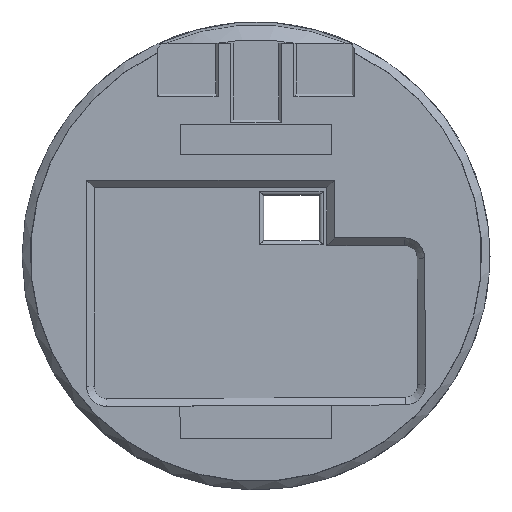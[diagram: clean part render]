
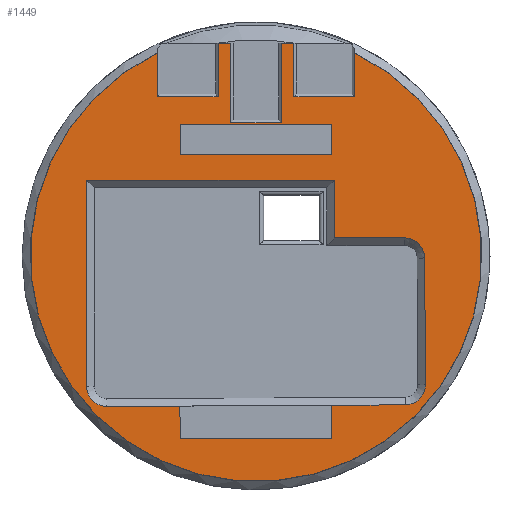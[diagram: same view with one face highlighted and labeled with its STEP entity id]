
A CAD part, top view. The second image highlights one B-rep face of the part: STEP entity #1449.
In plain terms, the highlighted planar face has unit normal (0, 0, 1).
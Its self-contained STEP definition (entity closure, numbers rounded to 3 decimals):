
#24=FACE_BOUND('',#597,.T.);
#25=FACE_BOUND('',#598,.T.);
#59=LINE('',#2037,#215);
#112=LINE('',#2199,#268);
#115=LINE('',#2204,#271);
#117=LINE('',#2208,#273);
#129=LINE('',#2240,#285);
#132=LINE('',#2245,#288);
#135=LINE('',#2251,#291);
#146=LINE('',#2278,#302);
#149=LINE('',#2283,#305);
#154=LINE('',#2314,#310);
#158=LINE('',#2322,#314);
#161=LINE('',#2328,#317);
#164=LINE('',#2333,#320);
#170=LINE('',#2348,#326);
#174=LINE('',#2356,#330);
#177=LINE('',#2361,#333);
#180=LINE('',#2367,#336);
#185=LINE('',#2376,#341);
#202=LINE('',#2417,#358);
#204=LINE('',#2421,#360);
#206=LINE('',#2425,#362);
#208=LINE('',#2432,#364);
#211=LINE('',#2439,#367);
#212=LINE('',#2442,#368);
#213=LINE('',#2444,#369);
#215=VECTOR('',#1596,10.);
#268=VECTOR('',#1737,10.);
#271=VECTOR('',#1742,10.);
#273=VECTOR('',#1746,10.);
#285=VECTOR('',#1766,10.);
#288=VECTOR('',#1771,10.);
#291=VECTOR('',#1776,10.);
#302=VECTOR('',#1795,10.);
#305=VECTOR('',#1800,10.);
#310=VECTOR('',#1837,10.);
#314=VECTOR('',#1843,10.);
#317=VECTOR('',#1848,10.);
#320=VECTOR('',#1853,10.);
#326=VECTOR('',#1865,10.);
#330=VECTOR('',#1871,10.);
#333=VECTOR('',#1876,10.);
#336=VECTOR('',#1883,10.);
#341=VECTOR('',#1890,10.);
#358=VECTOR('',#1937,10.);
#360=VECTOR('',#1941,10.);
#362=VECTOR('',#1945,10.);
#364=VECTOR('',#1953,10.);
#367=VECTOR('',#1962,10.);
#368=VECTOR('',#1967,10.);
#369=VECTOR('',#1970,10.);
#428=PLANE('',#1580);
#510=FACE_OUTER_BOUND('',#596,.T.);
#596=EDGE_LOOP('',(#1337,#1338,#1339,#1340,#1341,#1342,#1343,#1344,#1345,
#1346,#1347,#1348));
#597=EDGE_LOOP('',(#1349,#1350,#1351,#1352,#1353,#1354,#1355,#1356,#1357,
#1358,#1359,#1360,#1361));
#598=EDGE_LOOP('',(#1362,#1363,#1364,#1365));
#618=CIRCLE('',#1538,44.6);
#623=CIRCLE('',#1567,4.);
#624=CIRCLE('',#1572,4.);
#625=CIRCLE('',#1575,4.);
#636=VERTEX_POINT('',#2034);
#637=VERTEX_POINT('',#2036);
#692=VERTEX_POINT('',#2196);
#693=VERTEX_POINT('',#2198);
#694=VERTEX_POINT('',#2202);
#695=VERTEX_POINT('',#2206);
#704=VERTEX_POINT('',#2237);
#705=VERTEX_POINT('',#2239);
#706=VERTEX_POINT('',#2243);
#708=VERTEX_POINT('',#2249);
#716=VERTEX_POINT('',#2275);
#717=VERTEX_POINT('',#2277);
#721=VERTEX_POINT('',#2312);
#722=VERTEX_POINT('',#2313);
#725=VERTEX_POINT('',#2321);
#727=VERTEX_POINT('',#2327);
#733=VERTEX_POINT('',#2346);
#734=VERTEX_POINT('',#2347);
#737=VERTEX_POINT('',#2355);
#738=VERTEX_POINT('',#2360);
#739=VERTEX_POINT('',#2366);
#742=VERTEX_POINT('',#2374);
#750=VERTEX_POINT('',#2411);
#751=VERTEX_POINT('',#2415);
#752=VERTEX_POINT('',#2419);
#753=VERTEX_POINT('',#2423);
#754=VERTEX_POINT('',#2427);
#755=VERTEX_POINT('',#2431);
#756=VERTEX_POINT('',#2435);
#765=EDGE_CURVE('',#637,#636,#59,.T.);
#841=EDGE_CURVE('',#693,#692,#112,.T.);
#844=EDGE_CURVE('',#692,#694,#115,.T.);
#846=EDGE_CURVE('',#694,#695,#117,.T.);
#860=EDGE_CURVE('',#705,#704,#129,.T.);
#863=EDGE_CURVE('',#704,#706,#132,.T.);
#866=EDGE_CURVE('',#706,#708,#135,.T.);
#878=EDGE_CURVE('',#717,#716,#146,.T.);
#881=EDGE_CURVE('',#716,#637,#149,.T.);
#892=EDGE_CURVE('',#636,#705,#618,.T.);
#894=EDGE_CURVE('',#721,#722,#154,.T.);
#898=EDGE_CURVE('',#725,#721,#158,.T.);
#901=EDGE_CURVE('',#727,#725,#161,.T.);
#904=EDGE_CURVE('',#722,#727,#164,.T.);
#910=EDGE_CURVE('',#733,#734,#170,.T.);
#914=EDGE_CURVE('',#737,#733,#174,.T.);
#917=EDGE_CURVE('',#734,#738,#177,.T.);
#920=EDGE_CURVE('',#739,#737,#180,.T.);
#925=EDGE_CURVE('',#738,#742,#185,.T.);
#944=EDGE_CURVE('',#742,#750,#623,.T.);
#946=EDGE_CURVE('',#750,#751,#202,.T.);
#948=EDGE_CURVE('',#751,#752,#204,.T.);
#950=EDGE_CURVE('',#752,#753,#206,.T.);
#951=EDGE_CURVE('',#754,#739,#624,.T.);
#953=EDGE_CURVE('',#755,#754,#208,.T.);
#955=EDGE_CURVE('',#756,#755,#625,.T.);
#957=EDGE_CURVE('',#753,#756,#211,.T.);
#958=EDGE_CURVE('',#695,#717,#212,.T.);
#959=EDGE_CURVE('',#708,#693,#213,.T.);
#1337=ORIENTED_EDGE('',*,*,#846,.T.);
#1338=ORIENTED_EDGE('',*,*,#958,.T.);
#1339=ORIENTED_EDGE('',*,*,#878,.T.);
#1340=ORIENTED_EDGE('',*,*,#881,.T.);
#1341=ORIENTED_EDGE('',*,*,#765,.T.);
#1342=ORIENTED_EDGE('',*,*,#892,.T.);
#1343=ORIENTED_EDGE('',*,*,#860,.T.);
#1344=ORIENTED_EDGE('',*,*,#863,.T.);
#1345=ORIENTED_EDGE('',*,*,#866,.T.);
#1346=ORIENTED_EDGE('',*,*,#959,.T.);
#1347=ORIENTED_EDGE('',*,*,#841,.T.);
#1348=ORIENTED_EDGE('',*,*,#844,.T.);
#1349=ORIENTED_EDGE('',*,*,#917,.T.);
#1350=ORIENTED_EDGE('',*,*,#925,.T.);
#1351=ORIENTED_EDGE('',*,*,#944,.T.);
#1352=ORIENTED_EDGE('',*,*,#946,.T.);
#1353=ORIENTED_EDGE('',*,*,#948,.T.);
#1354=ORIENTED_EDGE('',*,*,#950,.T.);
#1355=ORIENTED_EDGE('',*,*,#957,.T.);
#1356=ORIENTED_EDGE('',*,*,#955,.T.);
#1357=ORIENTED_EDGE('',*,*,#953,.T.);
#1358=ORIENTED_EDGE('',*,*,#951,.T.);
#1359=ORIENTED_EDGE('',*,*,#920,.T.);
#1360=ORIENTED_EDGE('',*,*,#914,.T.);
#1361=ORIENTED_EDGE('',*,*,#910,.T.);
#1362=ORIENTED_EDGE('',*,*,#894,.T.);
#1363=ORIENTED_EDGE('',*,*,#904,.T.);
#1364=ORIENTED_EDGE('',*,*,#901,.T.);
#1365=ORIENTED_EDGE('',*,*,#898,.T.);
#1449=ADVANCED_FACE('',(#510,#24,#25),#428,.T.);
#1538=AXIS2_PLACEMENT_3D('',#2307,#1827,#1828);
#1567=AXIS2_PLACEMENT_3D('',#2413,#1932,#1933);
#1572=AXIS2_PLACEMENT_3D('',#2428,#1948,#1949);
#1575=AXIS2_PLACEMENT_3D('',#2436,#1957,#1958);
#1580=AXIS2_PLACEMENT_3D('',#2445,#1971,#1972);
#1596=DIRECTION('',(0.,1.,0.));
#1737=DIRECTION('',(0.,-1.,0.));
#1742=DIRECTION('',(-1.,0.,0.));
#1746=DIRECTION('',(0.,1.,0.));
#1766=DIRECTION('',(0.,-1.,0.));
#1771=DIRECTION('',(-1.,0.,0.));
#1776=DIRECTION('',(0.,1.,0.));
#1795=DIRECTION('',(0.,-1.,0.));
#1800=DIRECTION('',(-1.,0.,0.));
#1827=DIRECTION('center_axis',(0.,0.,1.));
#1828=DIRECTION('ref_axis',(1.,0.,0.));
#1837=DIRECTION('',(0.,-1.,0.));
#1843=DIRECTION('',(1.,0.,0.));
#1848=DIRECTION('',(0.,1.,0.));
#1853=DIRECTION('',(-1.,0.,0.));
#1865=DIRECTION('',(-1.,0.,0.));
#1871=DIRECTION('',(0.005,-1.,0.));
#1876=DIRECTION('',(-0.005,1.,0.));
#1883=DIRECTION('',(-1.,-0.005,0.));
#1890=DIRECTION('',(-1.,-0.005,0.));
#1932=DIRECTION('center_axis',(0.,0.,-1.));
#1933=DIRECTION('ref_axis',(-1.,0.,0.));
#1937=DIRECTION('',(0.,1.,0.));
#1941=DIRECTION('',(1.,0.,0.));
#1945=DIRECTION('',(0.,-1.,0.));
#1948=DIRECTION('center_axis',(0.,0.,-1.));
#1949=DIRECTION('ref_axis',(0.005,-1.,0.));
#1953=DIRECTION('',(0.005,-1.,0.));
#1957=DIRECTION('center_axis',(0.,0.,-1.));
#1958=DIRECTION('ref_axis',(1.,0.005,0.));
#1962=DIRECTION('',(1.,0.001,0.));
#1967=DIRECTION('',(-1.,0.,0.));
#1970=DIRECTION('',(-1.,0.,0.));
#1971=DIRECTION('center_axis',(0.,0.,1.));
#1972=DIRECTION('ref_axis',(1.,0.,0.));
#2034=CARTESIAN_POINT('',(-19.5,40.111,1.5));
#2036=CARTESIAN_POINT('',(-19.5,31.465,1.5));
#2037=CARTESIAN_POINT('',(-19.5,15.082,1.5));
#2196=CARTESIAN_POINT('',(5.,26.319,1.5));
#2198=CARTESIAN_POINT('',(5.,42.,1.5));
#2199=CARTESIAN_POINT('',(5.,42.,1.5));
#2202=CARTESIAN_POINT('',(-5.,26.319,1.5));
#2204=CARTESIAN_POINT('',(2.5,26.319,1.5));
#2206=CARTESIAN_POINT('',(-5.,42.,1.5));
#2208=CARTESIAN_POINT('',(-5.,12.509,1.5));
#2237=CARTESIAN_POINT('',(19.5,31.465,1.5));
#2239=CARTESIAN_POINT('',(19.5,40.111,1.5));
#2240=CARTESIAN_POINT('',(19.5,20.35,1.5));
#2243=CARTESIAN_POINT('',(7.5,31.465,1.5));
#2245=CARTESIAN_POINT('',(9.75,31.465,1.5));
#2249=CARTESIAN_POINT('',(7.5,42.,1.5));
#2251=CARTESIAN_POINT('',(7.5,15.082,1.5));
#2275=CARTESIAN_POINT('',(-7.5,31.465,1.5));
#2277=CARTESIAN_POINT('',(-7.5,42.,1.5));
#2278=CARTESIAN_POINT('',(-7.5,42.,1.5));
#2283=CARTESIAN_POINT('',(-3.75,31.465,1.5));
#2307=CARTESIAN_POINT('Origin',(0.,0.,1.5));
#2312=CARTESIAN_POINT('',(15.,26.,1.5));
#2313=CARTESIAN_POINT('',(15.,20.,1.5));
#2314=CARTESIAN_POINT('',(15.,12.35,1.5));
#2321=CARTESIAN_POINT('',(-15.,26.,1.5));
#2322=CARTESIAN_POINT('',(-7.5,26.,1.5));
#2327=CARTESIAN_POINT('',(-15.,20.,1.5));
#2328=CARTESIAN_POINT('',(-15.,9.35,1.5));
#2333=CARTESIAN_POINT('',(7.5,20.,1.5));
#2346=CARTESIAN_POINT('',(15.,-36.,1.5));
#2347=CARTESIAN_POINT('',(-15.,-36.,1.5));
#2348=CARTESIAN_POINT('',(7.5,-36.,1.5));
#2355=CARTESIAN_POINT('',(14.967,-29.519,1.5));
#2356=CARTESIAN_POINT('',(14.893,-15.371,1.5));
#2360=CARTESIAN_POINT('',(-15.033,-29.674,1.5));
#2361=CARTESIAN_POINT('',(-15.089,-18.689,1.5));
#2366=CARTESIAN_POINT('',(29.5,-29.443,1.5));
#2367=CARTESIAN_POINT('',(14.823,-29.519,1.5));
#2374=CARTESIAN_POINT('',(-29.478,-29.748,1.5));
#2376=CARTESIAN_POINT('',(14.823,-29.519,1.5));
#2411=CARTESIAN_POINT('',(-33.499,-25.749,1.5));
#2413=CARTESIAN_POINT('Origin',(-29.499,-25.749,1.5));
#2415=CARTESIAN_POINT('',(-33.499,15.,1.5));
#2417=CARTESIAN_POINT('',(-33.499,-13.524,1.5));
#2419=CARTESIAN_POINT('',(15.501,15.,1.5));
#2421=CARTESIAN_POINT('',(-16.749,15.,1.5));
#2423=CARTESIAN_POINT('',(15.501,3.557,1.5));
#2425=CARTESIAN_POINT('',(15.501,6.85,1.5));
#2427=CARTESIAN_POINT('',(33.479,-25.423,1.5));
#2428=CARTESIAN_POINT('Origin',(29.479,-25.443,1.5));
#2431=CARTESIAN_POINT('',(33.35,-0.407,1.5));
#2432=CARTESIAN_POINT('',(33.352,-0.767,1.5));
#2435=CARTESIAN_POINT('',(29.346,3.572,1.5));
#2436=CARTESIAN_POINT('Origin',(29.35,-0.428,1.5));
#2439=CARTESIAN_POINT('',(7.748,3.548,1.5));
#2442=CARTESIAN_POINT('',(-5.,42.,1.5));
#2444=CARTESIAN_POINT('',(7.5,42.,1.5));
#2445=CARTESIAN_POINT('Origin',(0.,-1.3,1.5));
